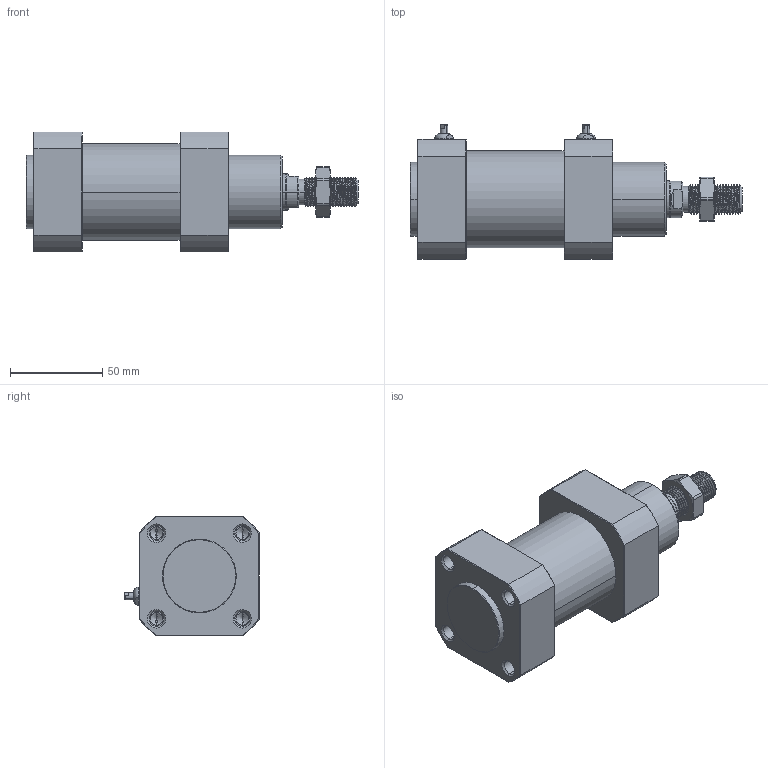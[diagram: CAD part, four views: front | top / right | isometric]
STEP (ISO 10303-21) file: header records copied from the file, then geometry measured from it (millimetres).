
FILE_DESCRIPTION (( 'STEP AP214' ), '1' );
FILE_NAME ('U050 0000 1522.STEP', '2021-05-06T05:28:17', ( '' ), ( '' ), 'SwSTEP 2.0', 'SolidWorks 2019', '' );
FILE_SCHEMA (( 'AUTOMOTIVE_DESIGN' ));
Length unit declared in the file: millimetre
Products named in the file (19): Bremsepakning_PP2533N3589; 9040-01; Bolt-DIN912_M12x40; Bremseskrue 32-50 VDMA; 9050-36JB2; 9050-35-R_1050-35-0; 9020-34_9020-34-0; Stempelstangsmøtrik_U1905930; 1050-15; ORING 3,80 X 1,25; 9041-01; Oring_ORING 47,35 X 1,78; Afstryger (32-125)_407287; Leje_PAP2015P11; U050 0000 1522; Stempeltætning_E45040N3578; 1050-22; Magnet_9350
Assembly tree (25 placements, depth 3):
  U050 0000 1522
    1050-22
    9050-35-R_1050-35-0
    1050-15
    9020-34_9020-34-0
    Bremseskrue 32-50 VDMA
      9040-01
      9041-01
      ORING 3,80 X 1,25
    Bremseskrue 32-50 VDMA
      9040-01
      9041-01
      ORING 3,80 X 1,25
    Afstryger (32-125)_407287
    9050-36JB2  x2
    Magnet_9350
    Bremsepakning_PP2533N3589  x2
    Stempeltætning_E45040N3578  x2
    Bolt-DIN912_M12x40
    Oring_ORING 47,35 X 1,78  x2
    Leje_PAP2015P11
    Stempelstangsmøtrik_U1905930
Bounding box: 180 x 72.97 x 65 mm (x, y, z)
Volume: 343532.2 mm3; surface area: 129095.5 mm2
Topology: 23 solids, 23 shells, 796 faces, 1814 edges, 1107 vertices
Faces by surface type: cylinder 324, plane 205, cone 190, torus 68, bspline 9
Entity records: 33152 total; most frequent: CARTESIAN_POINT 18077, DIRECTION 3078, ORIENTED_EDGE 2932, EDGE_CURVE 1466, AXIS2_PLACEMENT_3D 1271, VERTEX_POINT 906, EDGE_LOOP 736, FACE_OUTER_BOUND 646
